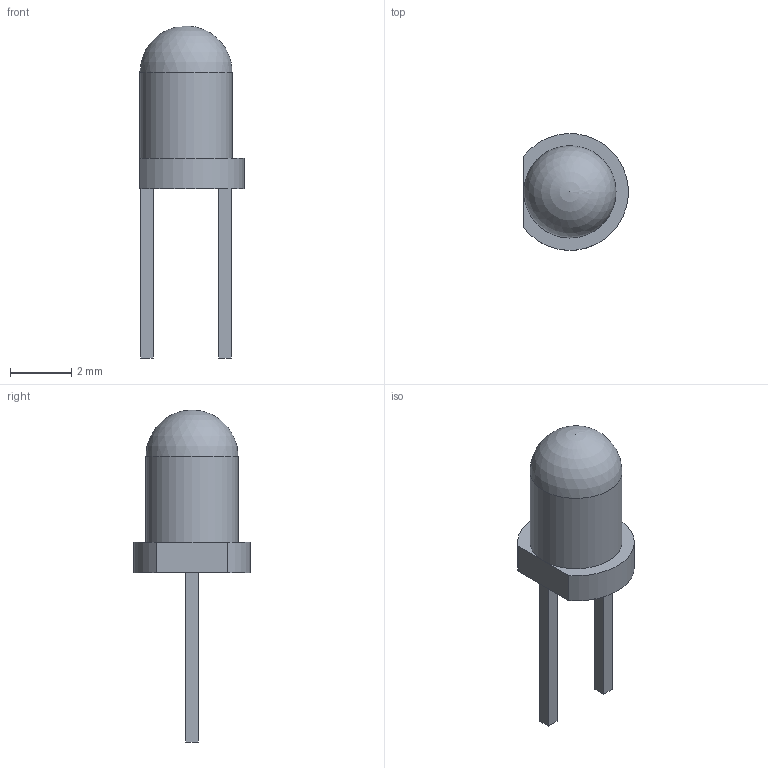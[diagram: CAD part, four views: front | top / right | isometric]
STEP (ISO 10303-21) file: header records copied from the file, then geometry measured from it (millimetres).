
FILE_DESCRIPTION(('FreeCAD Model'),'2;1');
FILE_NAME('Open CASCADE Shape Model','2024-01-04T12:48:51',(''),(''), 'Open CASCADE STEP processor 7.6','FreeCAD','Unknown');
FILE_SCHEMA(('AUTOMOTIVE_DESIGN { 1 0 10303 214 1 1 1 1 }'));
Length unit declared in the file: millimetre
Products named in the file (3): LED; LED-head; Pin-master
Assembly tree (3 placements, depth 2):
  LED
    LED-head
    Pin-master  x2
Bounding box: 3.39 x 3.79 x 10.8 mm (x, y, z)
Volume: 39.3 mm3; surface area: 84.9 mm2
Topology: 3 solids, 3 shells, 18 faces, 37 edges, 24 vertices
Faces by surface type: plane 15, cylinder 2, sphere 1
Full cylindrical faces by diameter (mm): 3 x1
Entity records: 391 total; most frequent: DIRECTION 62, CARTESIAN_POINT 56, ORIENTED_EDGE 48, EDGE_CURVE 24, AXIS2_PLACEMENT_3D 22, LINE 18, VECTOR 18, VERTEX_POINT 16
